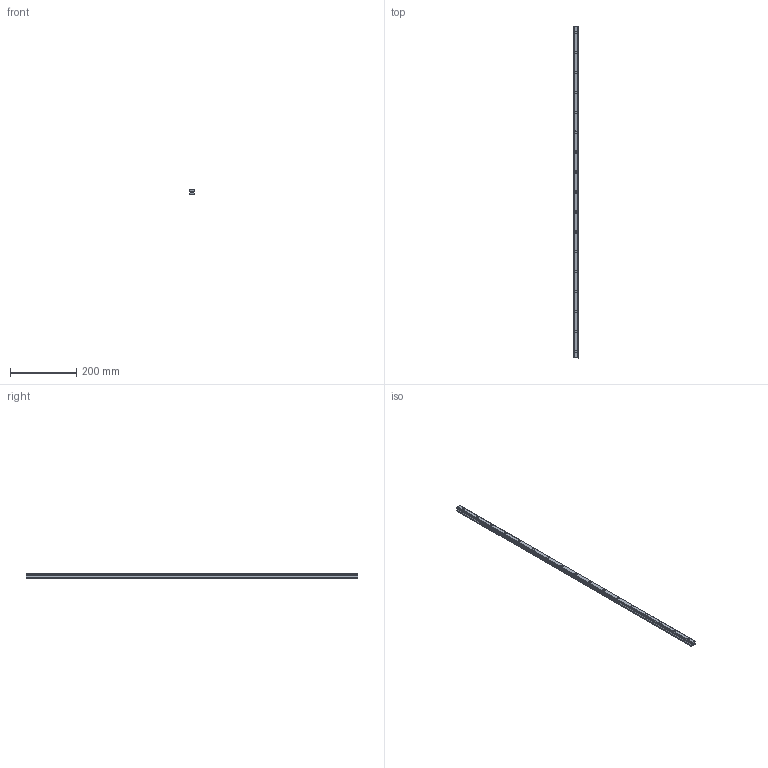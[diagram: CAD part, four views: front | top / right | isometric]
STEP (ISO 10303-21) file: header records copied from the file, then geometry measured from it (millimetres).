
FILE_DESCRIPTION(/* description */ ('Alibre Inc.'),/* implementation_level */ '2;1');
FILE_NAME(/* name */ 'export-0C373765-D390-4B9A-B9E6-13A7573FB788',/* time_stamp */ '2019-09-28T15:36:23+02:00',/* author */ (''),/* organization */ (''),/* preprocessor_version */ 'ST-DEVELOPER v17',/* originating_system */ 'Alibre',/* authorisation */ '');
FILE_SCHEMA (('AUTOMOTIVE_DESIGN'));
Length unit declared in the file: millimetre
Bounding box: 15 x 1000 x 15 mm (x, y, z)
Volume: 183610.1 mm3; surface area: 66927.6 mm2
Topology: 1 solids, 1 shells, 268 faces, 633 edges, 422 vertices
Faces by surface type: plane 140, cylinder 128
Entity records: 7950 total; most frequent: CARTESIAN_POINT 1323, DIRECTION 1285, ORIENTED_EDGE 1266, EDGE_CURVE 633, AXIS2_PLACEMENT_3D 524, VERTEX_POINT 422, VECTOR 377, LINE 377
